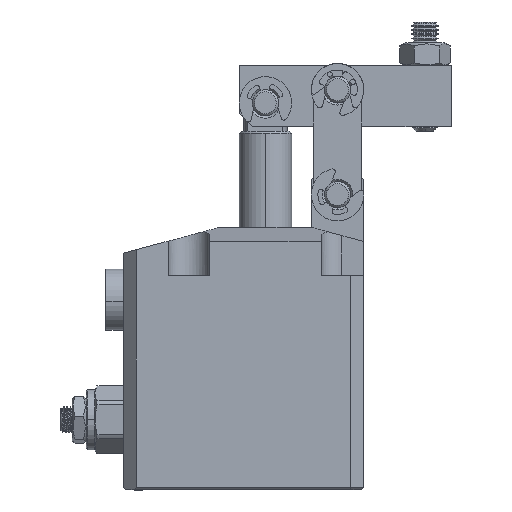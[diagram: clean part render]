
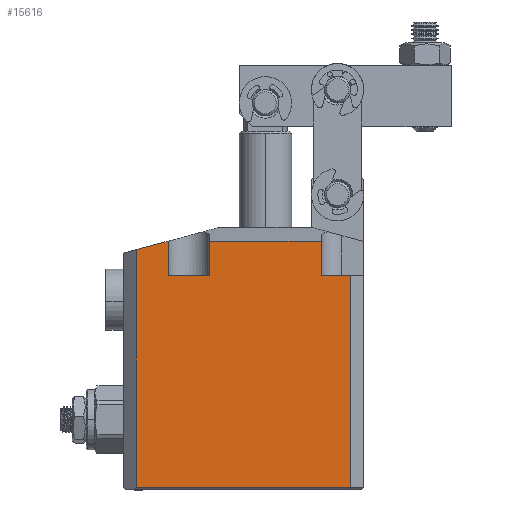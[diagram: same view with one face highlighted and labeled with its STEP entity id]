
A CAD part, top view. The second image highlights one B-rep face of the part: STEP entity #15616.
In plain terms, the highlighted planar face has unit normal (0, 0, 1).
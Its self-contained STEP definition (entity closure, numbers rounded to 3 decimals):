
#694 = LINE ( 'NONE', #14678, #9662 ) ;
#794 = ORIENTED_EDGE ( 'NONE', *, *, #33816, .T. ) ;
#944 = VECTOR ( 'NONE', #14445, 1000. ) ;
#982 = EDGE_CURVE ( 'NONE', #2287, #33431, #13152, .T. ) ;
#1194 = DIRECTION ( 'NONE',  ( -1., 0., 0. ) ) ;
#1296 = CARTESIAN_POINT ( 'NONE',  ( 475.88, 113.989, 22.5 ) ) ;
#1487 = VECTOR ( 'NONE', #4712, 1000. ) ;
#1500 = CARTESIAN_POINT ( 'NONE',  ( 441.63, 122.042, 22.5 ) ) ;
#2209 = VECTOR ( 'NONE', #24275, 1000. ) ;
#2287 = VERTEX_POINT ( 'NONE', #17371 ) ;
#2469 = VERTEX_POINT ( 'NONE', #29671 ) ;
#2496 = LINE ( 'NONE', #21942, #13962 ) ;
#3124 = EDGE_LOOP ( 'NONE', ( #794, #23223, #6982, #13817, #14440, #5719, #21989, #16765, #9307, #25705, #10538 ) ) ;
#3960 = LINE ( 'NONE', #22713, #1487 ) ;
#4162 = VECTOR ( 'NONE', #26333, 1000. ) ;
#4478 = EDGE_CURVE ( 'NONE', #33431, #22434, #28174, .T. ) ;
#4708 = CARTESIAN_POINT ( 'NONE',  ( 458.13, 65.489, 22.5 ) ) ;
#4712 = DIRECTION ( 'NONE',  ( 0., 1., 0. ) ) ;
#5080 = LINE ( 'NONE', #1500, #944 ) ;
#5127 = CARTESIAN_POINT ( 'NONE',  ( 450.38, 113.989, 22.5 ) ) ;
#5719 = ORIENTED_EDGE ( 'NONE', *, *, #982, .T. ) ;
#5925 = CARTESIAN_POINT ( 'NONE',  ( 433.63, 119.898, 22.5 ) ) ;
#6187 = DIRECTION ( 'NONE',  ( -1., 0., 0. ) ) ;
#6981 = CARTESIAN_POINT ( 'NONE',  ( 440.88, 113.989, 22.5 ) ) ;
#6982 = ORIENTED_EDGE ( 'NONE', *, *, #15542, .T. ) ;
#7456 = DIRECTION ( 'NONE',  ( 0., 0., 1. ) ) ;
#7504 = VERTEX_POINT ( 'NONE', #27557 ) ;
#8780 = CARTESIAN_POINT ( 'NONE',  ( 475.88, 121.774, 22.5 ) ) ;
#8781 = EDGE_CURVE ( 'NONE', #22434, #22885, #9044, .T. ) ;
#8946 = DIRECTION ( 'NONE',  ( -1., 0., 0. ) ) ;
#9044 = LINE ( 'NONE', #24654, #27508 ) ;
#9140 = LINE ( 'NONE', #32328, #2209 ) ;
#9191 = LINE ( 'NONE', #4708, #29737 ) ;
#9307 = ORIENTED_EDGE ( 'NONE', *, *, #26501, .T. ) ;
#9399 = DIRECTION ( 'NONE',  ( 0., 1., 0. ) ) ;
#9662 = VECTOR ( 'NONE', #16963, 1000. ) ;
#10538 = ORIENTED_EDGE ( 'NONE', *, *, #18425, .T. ) ;
#12695 = VERTEX_POINT ( 'NONE', #33043 ) ;
#13152 = LINE ( 'NONE', #13744, #4162 ) ;
#13744 = CARTESIAN_POINT ( 'NONE',  ( 458.13, 113.989, 22.5 ) ) ;
#13817 = ORIENTED_EDGE ( 'NONE', *, *, #16797, .T. ) ;
#13962 = VECTOR ( 'NONE', #1194, 1000. ) ;
#14440 = ORIENTED_EDGE ( 'NONE', *, *, #15669, .T. ) ;
#14445 = DIRECTION ( 'NONE',  ( 0.966, 0.259, 0. ) ) ;
#14678 = CARTESIAN_POINT ( 'NONE',  ( 433.63, 92.444, 22.5 ) ) ;
#14797 = PLANE ( 'NONE',  #21129 ) ;
#15220 = LINE ( 'NONE', #24414, #29180 ) ;
#15542 = EDGE_CURVE ( 'NONE', #32839, #7504, #694, .T. ) ;
#15616 = ADVANCED_FACE ( 'NONE', ( #28948 ), #14797, .T. ) ;
#15669 = EDGE_CURVE ( 'NONE', #12695, #2287, #3960, .T. ) ;
#16765 = ORIENTED_EDGE ( 'NONE', *, *, #8781, .T. ) ;
#16797 = EDGE_CURVE ( 'NONE', #7504, #12695, #9191, .T. ) ;
#16963 = DIRECTION ( 'NONE',  ( 0., -1., 0. ) ) ;
#17371 = CARTESIAN_POINT ( 'NONE',  ( 482.63, 113.989, 22.5 ) ) ;
#17632 = DIRECTION ( 'NONE',  ( 1., 0., 0. ) ) ;
#18279 = DIRECTION ( 'NONE',  ( 0., 1., 0. ) ) ;
#18425 = EDGE_CURVE ( 'NONE', #20409, #2469, #24708, .T. ) ;
#19134 = VERTEX_POINT ( 'NONE', #5127 ) ;
#19558 = VECTOR ( 'NONE', #9399, 1000. ) ;
#20409 = VERTEX_POINT ( 'NONE', #6981 ) ;
#21129 = AXIS2_PLACEMENT_3D ( 'NONE', #25550, #7456, #27859 ) ;
#21942 = CARTESIAN_POINT ( 'NONE',  ( 458.13, 113.989, 22.5 ) ) ;
#21989 = ORIENTED_EDGE ( 'NONE', *, *, #4478, .T. ) ;
#22434 = VERTEX_POINT ( 'NONE', #8780 ) ;
#22713 = CARTESIAN_POINT ( 'NONE',  ( 482.63, 93.631, 22.5 ) ) ;
#22885 = VERTEX_POINT ( 'NONE', #31733 ) ;
#23107 = VECTOR ( 'NONE', #18279, 1000. ) ;
#23223 = ORIENTED_EDGE ( 'NONE', *, *, #25100, .F. ) ;
#23390 = VERTEX_POINT ( 'NONE', #28041 ) ;
#24275 = DIRECTION ( 'NONE',  ( 0., -1., 0. ) ) ;
#24414 = CARTESIAN_POINT ( 'NONE',  ( 440.755, 121.774, 22.5 ) ) ;
#24654 = CARTESIAN_POINT ( 'NONE',  ( 463.13, 121.774, 22.5 ) ) ;
#24708 = LINE ( 'NONE', #31397, #23107 ) ;
#25100 = EDGE_CURVE ( 'NONE', #32839, #23390, #5080, .T. ) ;
#25550 = CARTESIAN_POINT ( 'NONE',  ( 433.63, 65.489, 22.5 ) ) ;
#25705 = ORIENTED_EDGE ( 'NONE', *, *, #28529, .T. ) ;
#26333 = DIRECTION ( 'NONE',  ( -1., 0., 0. ) ) ;
#26501 = EDGE_CURVE ( 'NONE', #22885, #19134, #9140, .T. ) ;
#27508 = VECTOR ( 'NONE', #8946, 1000. ) ;
#27557 = CARTESIAN_POINT ( 'NONE',  ( 433.63, 65.489, 22.5 ) ) ;
#27859 = DIRECTION ( 'NONE',  ( 1., 0., 0. ) ) ;
#28041 = CARTESIAN_POINT ( 'NONE',  ( 440.63, 121.774, 22.5 ) ) ;
#28174 = LINE ( 'NONE', #32995, #19558 ) ;
#28529 = EDGE_CURVE ( 'NONE', #19134, #20409, #2496, .T. ) ;
#28948 = FACE_OUTER_BOUND ( 'NONE', #3124, .T. ) ;
#29180 = VECTOR ( 'NONE', #6187, 1000. ) ;
#29671 = CARTESIAN_POINT ( 'NONE',  ( 440.88, 121.774, 22.5 ) ) ;
#29737 = VECTOR ( 'NONE', #17632, 1000. ) ;
#31397 = CARTESIAN_POINT ( 'NONE',  ( 440.88, 117.915, 22.5 ) ) ;
#31733 = CARTESIAN_POINT ( 'NONE',  ( 450.38, 121.774, 22.5 ) ) ;
#32328 = CARTESIAN_POINT ( 'NONE',  ( 450.38, 93.631, 22.5 ) ) ;
#32839 = VERTEX_POINT ( 'NONE', #5925 ) ;
#32995 = CARTESIAN_POINT ( 'NONE',  ( 475.88, 93.631, 22.5 ) ) ;
#33043 = CARTESIAN_POINT ( 'NONE',  ( 482.63, 65.489, 22.5 ) ) ;
#33431 = VERTEX_POINT ( 'NONE', #1296 ) ;
#33816 = EDGE_CURVE ( 'NONE', #2469, #23390, #15220, .T. ) ;
